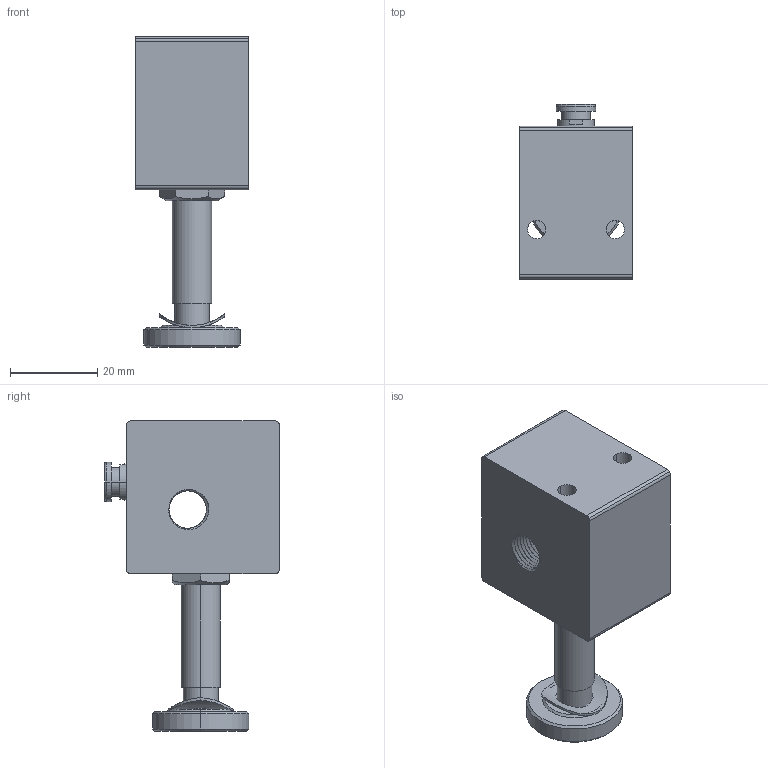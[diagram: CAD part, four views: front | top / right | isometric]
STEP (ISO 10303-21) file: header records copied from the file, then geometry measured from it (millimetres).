
FILE_DESCRIPTION((''),'2;1');
FILE_NAME('00_135_3.stp','2003-01-02T11:00:30',('Branislav Petkovic'),('AZ Pneumatica'),'AutoCAD STEP 2000i','AutoCAD 2000i','Via J. F. Kennedy, 26, 20020 Misinto (MI), ITALY');
FILE_SCHEMA(('CONFIG_CONTROL_DESIGN'));
Length unit declared in the file: millimetre
Products named in the file (9): 00_135_3; PART2; STEZAC; PODLOSKA; PUSH IN 4MM; PART1; PART2A; 521 LL90; PART1A
Assembly tree (6 placements, depth 3):
  00_135_3
    PART2
    STEZAC
    PODLOSKA
    PUSH IN 4MM
      PART1
      PART2A
  521 LL90
  PART1A
Bounding box: 26 x 40 x 71 mm (x, y, z)
Surface area: 11813.2 mm2 (no closed solid volume)
Topology: 0 solids, 6 shells, 261 faces, 660 edges, 419 vertices
Faces by surface type: cylinder 159, plane 62, cone 26, torus 10, bspline 4
Entity records: 14250 total; most frequent: CARTESIAN_POINT 7995, ORIENTED_EDGE 1312, DIRECTION 1150, EDGE_CURVE 656, AXIS2_PLACEMENT_3D 445, VERTEX_POINT 419, EDGE_LOOP 287, FACE_OUTER_BOUND 261
